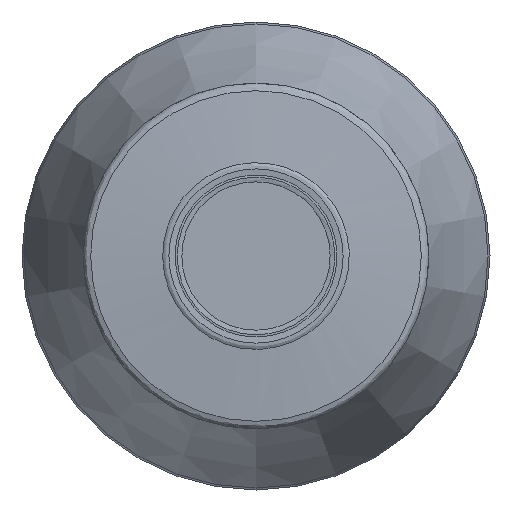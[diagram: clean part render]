
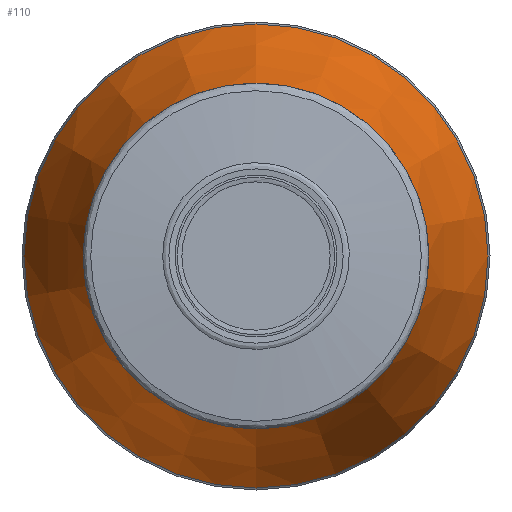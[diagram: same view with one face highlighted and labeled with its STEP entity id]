
A CAD part, left-side view. The second image highlights one B-rep face of the part: STEP entity #110.
In plain terms, the highlighted conical face has half-angle 20.186 degrees and reference radius 21.816 mm.
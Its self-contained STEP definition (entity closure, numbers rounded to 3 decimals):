
#88=CONICAL_SURFACE('',#433,21.816,20.186);
#110=ADVANCED_FACE('',(#163,#164),#88,.T.);
#163=FACE_BOUND('',#220,.T.);
#164=FACE_BOUND('',#221,.T.);
#220=EDGE_LOOP('',(#280));
#221=EDGE_LOOP('',(#281));
#280=ORIENTED_EDGE('',*,*,#356,.T.);
#281=ORIENTED_EDGE('',*,*,#355,.F.);
#325=VERTEX_POINT('',#621);
#326=VERTEX_POINT('',#624);
#355=EDGE_CURVE('',#325,#325,#385,.T.);
#356=EDGE_CURVE('',#326,#326,#386,.T.);
#385=CIRCLE('',#430,21.816);
#386=CIRCLE('',#432,16.057);
#430=AXIS2_PLACEMENT_3D('',#620,#513,#514);
#432=AXIS2_PLACEMENT_3D('',#623,#517,#518);
#433=AXIS2_PLACEMENT_3D('',#625,#519,#520);
#513=DIRECTION('',(1.,0.,0.));
#514=DIRECTION('',(0.,0.,1.));
#517=DIRECTION('',(1.,0.,0.));
#518=DIRECTION('',(0.,0.,1.));
#519=DIRECTION('',(1.,0.,0.));
#520=DIRECTION('',(0.,0.,-1.));
#620=CARTESIAN_POINT('',(117.499,0.,0.));
#621=CARTESIAN_POINT('',(117.499,0.,21.816));
#623=CARTESIAN_POINT('',(101.835,0.,0.));
#624=CARTESIAN_POINT('',(101.835,0.,16.057));
#625=CARTESIAN_POINT('',(117.499,0.,0.));
